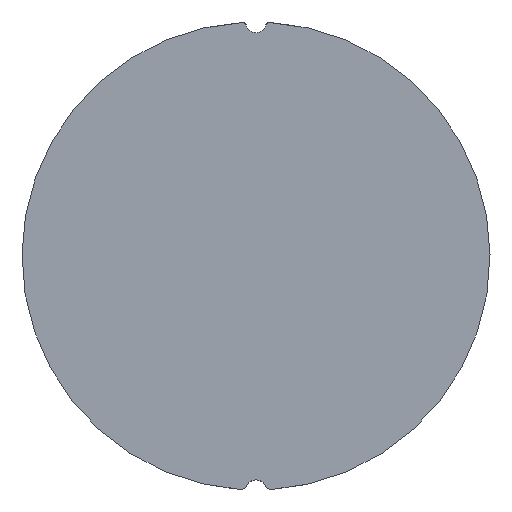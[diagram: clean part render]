
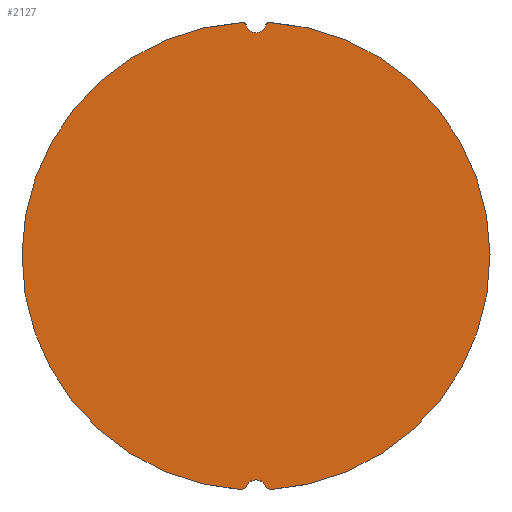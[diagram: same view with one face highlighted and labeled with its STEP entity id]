
A CAD part, front view. The second image highlights one B-rep face of the part: STEP entity #2127.
In plain terms, the highlighted planar face has unit normal (0, -1, 0).
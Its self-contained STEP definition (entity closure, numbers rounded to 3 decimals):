
#45 = EDGE_CURVE ( 'NONE', #1303, #1324, #1029, .T. ) ;
#52 = CIRCLE ( 'NONE', #1585, 0.5 ) ;
#57 = AXIS2_PLACEMENT_3D ( 'NONE', #2430, #500, #1433 ) ;
#130 = DIRECTION ( 'NONE',  ( 0., 0., 1. ) ) ;
#151 = CIRCLE ( 'NONE', #57, 1. ) ;
#176 = EDGE_CURVE ( 'NONE', #5778, #3677, #830, .T. ) ;
#235 = ORIENTED_EDGE ( 'NONE', *, *, #2297, .F. ) ;
#289 = EDGE_CURVE ( 'NONE', #2328, #5963, #1610, .T. ) ;
#330 = DIRECTION ( 'NONE',  ( 0., 0., 1. ) ) ;
#404 = ORIENTED_EDGE ( 'NONE', *, *, #1644, .T. ) ;
#414 = FACE_OUTER_BOUND ( 'NONE', #1340, .T. ) ;
#500 = DIRECTION ( 'NONE',  ( 0., -1., 0. ) ) ;
#506 = EDGE_CURVE ( 'NONE', #3677, #1335, #4595, .T. ) ;
#531 = CIRCLE ( 'NONE', #4747, 0.5 ) ;
#595 = ORIENTED_EDGE ( 'NONE', *, *, #289, .F. ) ;
#752 = CARTESIAN_POINT ( 'NONE',  ( 0., 0., 34.446 ) ) ;
#807 = CARTESIAN_POINT ( 'NONE',  ( 2.257, 0., -33.426 ) ) ;
#830 = CIRCLE ( 'NONE', #2084, 1.5 ) ;
#929 = PLANE ( 'NONE',  #4021 ) ;
#939 = ORIENTED_EDGE ( 'NONE', *, *, #45, .F. ) ;
#1029 = CIRCLE ( 'NONE', #5170, 34.5 ) ;
#1161 = CARTESIAN_POINT ( 'NONE',  ( 2.257, 0., -34.426 ) ) ;
#1179 = CARTESIAN_POINT ( 'NONE',  ( -1.964, 0., 34.442 ) ) ;
#1214 = CARTESIAN_POINT ( 'NONE',  ( 1.936, 0., 33.943 ) ) ;
#1303 = VERTEX_POINT ( 'NONE', #5526 ) ;
#1324 = VERTEX_POINT ( 'NONE', #2691 ) ;
#1335 = VERTEX_POINT ( 'NONE', #3167 ) ;
#1340 = EDGE_LOOP ( 'NONE', ( #2136, #5054, #595, #235, #5333, #404, #3743, #939, #4906, #3340, #3465 ) ) ;
#1349 = DIRECTION ( 'NONE',  ( 0., 0., 1. ) ) ;
#1368 = CARTESIAN_POINT ( 'NONE',  ( 1.354, 0., -33.856 ) ) ;
#1425 = DIRECTION ( 'NONE',  ( 0., 1., 0. ) ) ;
#1433 = DIRECTION ( 'NONE',  ( 0., 0., 1. ) ) ;
#1545 = DIRECTION ( 'NONE',  ( 0., 0., 1. ) ) ;
#1579 = DIRECTION ( 'NONE',  ( 0., 0., 1. ) ) ;
#1585 = AXIS2_PLACEMENT_3D ( 'NONE', #1214, #4323, #1579 ) ;
#1610 = CIRCLE ( 'NONE', #5358, 1. ) ;
#1644 = EDGE_CURVE ( 'NONE', #3076, #2059, #1703, .T. ) ;
#1703 = CIRCLE ( 'NONE', #3243, 1. ) ;
#1713 = DIRECTION ( 'NONE',  ( 0., 1., 0. ) ) ;
#1742 = CARTESIAN_POINT ( 'NONE',  ( 0., 0., 34.446 ) ) ;
#2004 = CARTESIAN_POINT ( 'NONE',  ( 0., 0., -0.002 ) ) ;
#2059 = VERTEX_POINT ( 'NONE', #1161 ) ;
#2084 = AXIS2_PLACEMENT_3D ( 'NONE', #752, #2114, #330 ) ;
#2093 = CIRCLE ( 'NONE', #5179, 1. ) ;
#2114 = DIRECTION ( 'NONE',  ( 0., 1., 0. ) ) ;
#2127 = ADVANCED_FACE ( 'NONE', ( #414 ), #929, .F. ) ;
#2136 = ORIENTED_EDGE ( 'NONE', *, *, #4313, .T. ) ;
#2169 = DIRECTION ( 'NONE',  ( 0., 0., 1. ) ) ;
#2297 = EDGE_CURVE ( 'NONE', #2599, #2328, #2093, .T. ) ;
#2306 = DIRECTION ( 'NONE',  ( 0., 1., 0. ) ) ;
#2314 = DIRECTION ( 'NONE',  ( 0., 1., 0. ) ) ;
#2324 = CARTESIAN_POINT ( 'NONE',  ( 0., 0., 0. ) ) ;
#2328 = VERTEX_POINT ( 'NONE', #4686 ) ;
#2375 = AXIS2_PLACEMENT_3D ( 'NONE', #5103, #2314, #130 ) ;
#2430 = CARTESIAN_POINT ( 'NONE',  ( 2.257, 0., -33.426 ) ) ;
#2516 = DIRECTION ( 'NONE',  ( 0., 0., 1. ) ) ;
#2599 = VERTEX_POINT ( 'NONE', #3626 ) ;
#2691 = CARTESIAN_POINT ( 'NONE',  ( 2.324, 0., -34.424 ) ) ;
#2807 = CARTESIAN_POINT ( 'NONE',  ( -2.257, 0., -33.426 ) ) ;
#2941 = VERTEX_POINT ( 'NONE', #1179 ) ;
#3076 = VERTEX_POINT ( 'NONE', #1368 ) ;
#3084 = DIRECTION ( 'NONE',  ( 0., 0., 1. ) ) ;
#3167 = CARTESIAN_POINT ( 'NONE',  ( -1.452, 0., 34.069 ) ) ;
#3243 = AXIS2_PLACEMENT_3D ( 'NONE', #807, #3459, #2169 ) ;
#3340 = ORIENTED_EDGE ( 'NONE', *, *, #176, .T. ) ;
#3413 = CIRCLE ( 'NONE', #4197, 34.5 ) ;
#3459 = DIRECTION ( 'NONE',  ( 0., -1., 0. ) ) ;
#3465 = ORIENTED_EDGE ( 'NONE', *, *, #506, .T. ) ;
#3549 = DIRECTION ( 'NONE',  ( 0., 0., 1. ) ) ;
#3626 = CARTESIAN_POINT ( 'NONE',  ( -1.354, 0., -33.856 ) ) ;
#3654 = CARTESIAN_POINT ( 'NONE',  ( 0., 0., -0.002 ) ) ;
#3676 = DIRECTION ( 'NONE',  ( 0., 0., 1. ) ) ;
#3677 = VERTEX_POINT ( 'NONE', #4306 ) ;
#3743 = ORIENTED_EDGE ( 'NONE', *, *, #5186, .T. ) ;
#4021 = AXIS2_PLACEMENT_3D ( 'NONE', #2324, #5417, #3084 ) ;
#4197 = AXIS2_PLACEMENT_3D ( 'NONE', #3654, #1425, #5955 ) ;
#4264 = CARTESIAN_POINT ( 'NONE',  ( 1.452, 0., 34.069 ) ) ;
#4306 = CARTESIAN_POINT ( 'NONE',  ( 0., 0., 32.946 ) ) ;
#4313 = EDGE_CURVE ( 'NONE', #1335, #2941, #531, .T. ) ;
#4323 = DIRECTION ( 'NONE',  ( 0., 1., 0. ) ) ;
#4464 = DIRECTION ( 'NONE',  ( 0., -1., 0. ) ) ;
#4595 = CIRCLE ( 'NONE', #4778, 1.5 ) ;
#4686 = CARTESIAN_POINT ( 'NONE',  ( -2.257, 0., -34.426 ) ) ;
#4747 = AXIS2_PLACEMENT_3D ( 'NONE', #5897, #4464, #1349 ) ;
#4778 = AXIS2_PLACEMENT_3D ( 'NONE', #1742, #1713, #3549 ) ;
#4906 = ORIENTED_EDGE ( 'NONE', *, *, #4912, .F. ) ;
#4912 = EDGE_CURVE ( 'NONE', #5778, #1303, #52, .T. ) ;
#4951 = CIRCLE ( 'NONE', #2375, 1.5 ) ;
#5054 = ORIENTED_EDGE ( 'NONE', *, *, #5317, .F. ) ;
#5103 = CARTESIAN_POINT ( 'NONE',  ( 0., 0., -34.502 ) ) ;
#5145 = EDGE_CURVE ( 'NONE', #2599, #3076, #4951, .T. ) ;
#5170 = AXIS2_PLACEMENT_3D ( 'NONE', #2004, #5676, #1545 ) ;
#5179 = AXIS2_PLACEMENT_3D ( 'NONE', #5709, #5255, #2516 ) ;
#5186 = EDGE_CURVE ( 'NONE', #2059, #1324, #151, .T. ) ;
#5255 = DIRECTION ( 'NONE',  ( 0., 1., 0. ) ) ;
#5317 = EDGE_CURVE ( 'NONE', #5963, #2941, #3413, .T. ) ;
#5333 = ORIENTED_EDGE ( 'NONE', *, *, #5145, .T. ) ;
#5358 = AXIS2_PLACEMENT_3D ( 'NONE', #2807, #2306, #3676 ) ;
#5417 = DIRECTION ( 'NONE',  ( 0., 1., 0. ) ) ;
#5526 = CARTESIAN_POINT ( 'NONE',  ( 1.964, 0., 34.442 ) ) ;
#5676 = DIRECTION ( 'NONE',  ( 0., 1., 0. ) ) ;
#5709 = CARTESIAN_POINT ( 'NONE',  ( -2.257, 0., -33.426 ) ) ;
#5778 = VERTEX_POINT ( 'NONE', #4264 ) ;
#5897 = CARTESIAN_POINT ( 'NONE',  ( -1.936, 0., 33.943 ) ) ;
#5932 = CARTESIAN_POINT ( 'NONE',  ( -2.324, 0., -34.424 ) ) ;
#5955 = DIRECTION ( 'NONE',  ( 0., 0., 1. ) ) ;
#5963 = VERTEX_POINT ( 'NONE', #5932 ) ;
